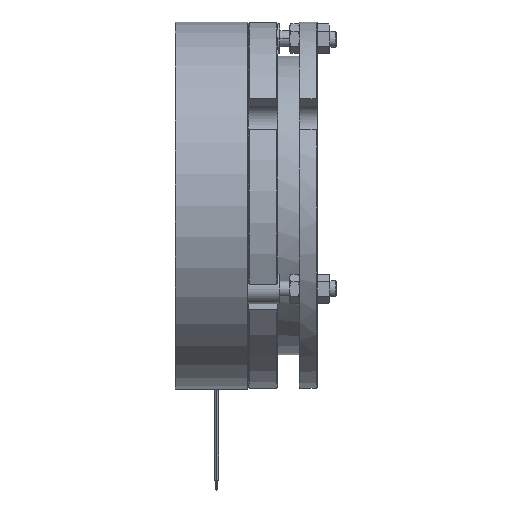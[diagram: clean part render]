
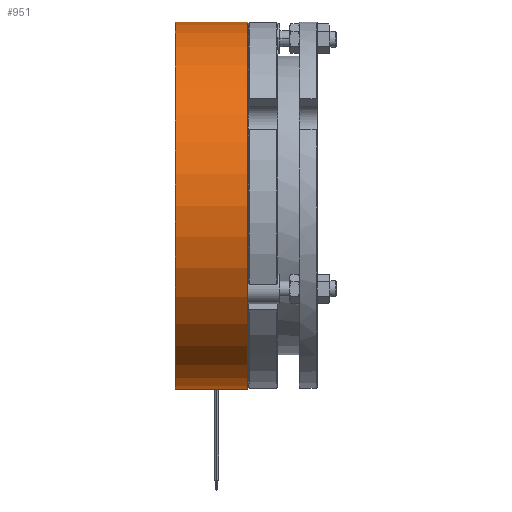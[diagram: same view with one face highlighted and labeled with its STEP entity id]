
A CAD part, left-side view. The second image highlights one B-rep face of the part: STEP entity #951.
In plain terms, the highlighted cylindrical face has radius 93.5 mm (diameter 187 mm), a partial arc.
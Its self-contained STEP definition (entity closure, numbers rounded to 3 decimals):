
#914 = EDGE_CURVE ( 'NONE', #16784, #16783, #2394, .T. ) ;
#933 = EDGE_CURVE ( 'NONE', #16787, #16761, #2428, .T. ) ;
#951 = ADVANCED_FACE ( 'NONE', ( #2455 ), #2454, .T. ) ;
#952 = EDGE_LOOP ( 'NONE', ( #953, #954, #955, #956 ) ) ;
#953 = ORIENTED_EDGE ( 'NONE', *, *, #16786, .F. ) ;
#954 = ORIENTED_EDGE ( 'NONE', *, *, #914, .T. ) ;
#955 = ORIENTED_EDGE ( 'NONE', *, *, #16763, .T. ) ;
#956 = ORIENTED_EDGE ( 'NONE', *, *, #933, .F. ) ;
#2390 = DIRECTION ( 'NONE',  ( 0., 0., 1. ) ) ;
#2391 = DIRECTION ( 'NONE',  ( 0., 1., 0. ) ) ;
#2392 = CARTESIAN_POINT ( 'NONE',  ( 0., -36.7, 0. ) ) ;
#2393 = AXIS2_PLACEMENT_3D ( 'NONE', #2392, #2391, #2390 ) ;
#2394 = CIRCLE ( 'NONE', #2393, 93.5 ) ;
#2421 = DIRECTION ( 'NONE',  ( 0., 0., 1. ) ) ;
#2422 = DIRECTION ( 'NONE',  ( 0., 1., 0. ) ) ;
#2423 = CARTESIAN_POINT ( 'NONE',  ( 0., 0., 0. ) ) ;
#2424 = AXIS2_PLACEMENT_3D ( 'NONE', #2423, #2422, #2421 ) ;
#2428 = CIRCLE ( 'NONE', #2424, 93.5 ) ;
#2449 = DIRECTION ( 'NONE',  ( 0., 0., 1. ) ) ;
#2450 = DIRECTION ( 'NONE',  ( 0., 1., 0. ) ) ;
#2451 = AXIS2_PLACEMENT_3D ( 'NONE', #2453, #2450, #2449 ) ;
#2453 = CARTESIAN_POINT ( 'NONE',  ( 0., -18.5, 0. ) ) ;
#2454 = CYLINDRICAL_SURFACE ( 'NONE', #2451, 93.5 ) ;
#2455 = FACE_OUTER_BOUND ( 'NONE', #952, .T. ) ;
#4024 = DIRECTION ( 'NONE',  ( 0., 1., 0. ) ) ;
#4025 = VECTOR ( 'NONE', #4024, 1000. ) ;
#4026 = CARTESIAN_POINT ( 'NONE',  ( 0., -18.5, 93.5 ) ) ;
#4027 = LINE ( 'NONE', #4026, #4025 ) ;
#4028 = CARTESIAN_POINT ( 'NONE',  ( 0., 0., 93.5 ) ) ;
#4132 = CARTESIAN_POINT ( 'NONE',  ( 0., 0., -93.5 ) ) ;
#4133 = DIRECTION ( 'NONE',  ( 0., 1., 0. ) ) ;
#4134 = VECTOR ( 'NONE', #4133, 1000. ) ;
#4135 = CARTESIAN_POINT ( 'NONE',  ( 0., -18.5, -93.5 ) ) ;
#4136 = LINE ( 'NONE', #4135, #4134 ) ;
#4137 = CARTESIAN_POINT ( 'NONE',  ( 0., -36.7, -93.5 ) ) ;
#4138 = CARTESIAN_POINT ( 'NONE',  ( 0., -36.7, 93.5 ) ) ;
#16761 = VERTEX_POINT ( 'NONE', #4028 ) ;
#16763 = EDGE_CURVE ( 'NONE', #16783, #16761, #4027, .T. ) ;
#16783 = VERTEX_POINT ( 'NONE', #4138 ) ;
#16784 = VERTEX_POINT ( 'NONE', #4137 ) ;
#16786 = EDGE_CURVE ( 'NONE', #16784, #16787, #4136, .T. ) ;
#16787 = VERTEX_POINT ( 'NONE', #4132 ) ;
